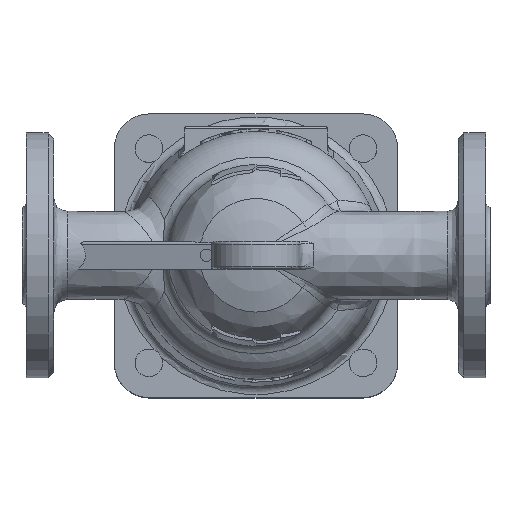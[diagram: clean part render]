
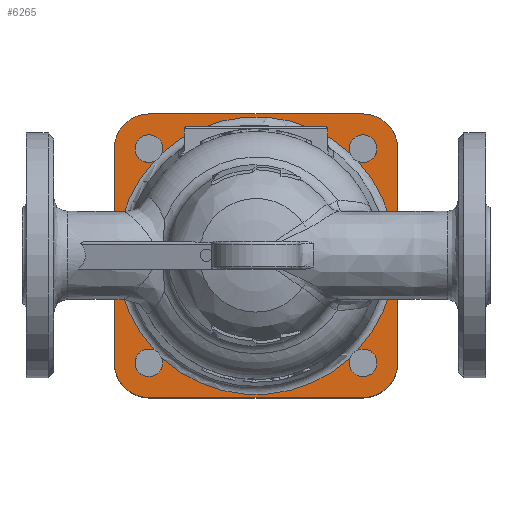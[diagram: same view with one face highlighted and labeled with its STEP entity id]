
A CAD part, top view. The second image highlights one B-rep face of the part: STEP entity #6265.
In plain terms, the highlighted planar face has unit normal (0, 0, 1).
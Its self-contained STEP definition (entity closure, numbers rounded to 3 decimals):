
#310=LINE('',#10322,#586);
#311=LINE('',#10326,#587);
#312=LINE('',#10330,#588);
#313=LINE('',#10334,#589);
#586=VECTOR('',#7776,77.782);
#587=VECTOR('',#7779,77.782);
#588=VECTOR('',#7782,77.782);
#589=VECTOR('',#7785,77.782);
#904=FACE_BOUND('',#1735,.T.);
#1067=PLANE('',#6769);
#1294=FACE_OUTER_BOUND('',#1734,.T.);
#1734=EDGE_LOOP('',(#4705,#4706,#4707,#4708,#4709,#4710,#4711,#4712));
#1735=EDGE_LOOP('',(#4713,#4714,#4715,#4716,#4717,#4718,#4719,#4720));
#2393=CIRCLE('',#6677,5.);
#2397=CIRCLE('',#6684,5.);
#2401=CIRCLE('',#6691,5.);
#2402=CIRCLE('',#6694,50.459);
#2403=CIRCLE('',#6695,50.459);
#2404=CIRCLE('',#6696,50.459);
#2405=CIRCLE('',#6697,50.459);
#2429=CIRCLE('',#6764,5.);
#2432=CIRCLE('',#6770,12.609);
#2433=CIRCLE('',#6771,12.609);
#2434=CIRCLE('',#6772,12.609);
#2435=CIRCLE('',#6773,12.609);
#2782=VERTEX_POINT('',#9960);
#2783=VERTEX_POINT('',#9961);
#2787=VERTEX_POINT('',#9984);
#2788=VERTEX_POINT('',#9985);
#2792=VERTEX_POINT('',#10008);
#2793=VERTEX_POINT('',#10009);
#2794=VERTEX_POINT('',#10025);
#2795=VERTEX_POINT('',#10027);
#2857=VERTEX_POINT('',#10320);
#2858=VERTEX_POINT('',#10321);
#2859=VERTEX_POINT('',#10323);
#2860=VERTEX_POINT('',#10325);
#2861=VERTEX_POINT('',#10327);
#2862=VERTEX_POINT('',#10329);
#2863=VERTEX_POINT('',#10331);
#2864=VERTEX_POINT('',#10333);
#3455=EDGE_CURVE('',#2782,#2783,#2393,.T.);
#3460=EDGE_CURVE('',#2787,#2788,#2397,.T.);
#3465=EDGE_CURVE('',#2792,#2793,#2401,.T.);
#3467=EDGE_CURVE('',#2782,#2794,#2402,.T.);
#3469=EDGE_CURVE('',#2795,#2793,#2403,.T.);
#3470=EDGE_CURVE('',#2792,#2788,#2404,.T.);
#3471=EDGE_CURVE('',#2787,#2783,#2405,.T.);
#3567=EDGE_CURVE('',#2795,#2794,#2429,.T.);
#3570=EDGE_CURVE('',#2857,#2858,#310,.T.);
#3571=EDGE_CURVE('',#2857,#2859,#2432,.T.);
#3572=EDGE_CURVE('',#2860,#2859,#311,.T.);
#3573=EDGE_CURVE('',#2860,#2861,#2433,.T.);
#3574=EDGE_CURVE('',#2862,#2861,#312,.T.);
#3575=EDGE_CURVE('',#2862,#2863,#2434,.T.);
#3576=EDGE_CURVE('',#2864,#2863,#313,.T.);
#3577=EDGE_CURVE('',#2864,#2858,#2435,.T.);
#4705=ORIENTED_EDGE('',*,*,#3570,.F.);
#4706=ORIENTED_EDGE('',*,*,#3571,.T.);
#4707=ORIENTED_EDGE('',*,*,#3572,.F.);
#4708=ORIENTED_EDGE('',*,*,#3573,.T.);
#4709=ORIENTED_EDGE('',*,*,#3574,.F.);
#4710=ORIENTED_EDGE('',*,*,#3575,.T.);
#4711=ORIENTED_EDGE('',*,*,#3576,.F.);
#4712=ORIENTED_EDGE('',*,*,#3577,.T.);
#4713=ORIENTED_EDGE('',*,*,#3455,.T.);
#4714=ORIENTED_EDGE('',*,*,#3471,.F.);
#4715=ORIENTED_EDGE('',*,*,#3460,.T.);
#4716=ORIENTED_EDGE('',*,*,#3470,.F.);
#4717=ORIENTED_EDGE('',*,*,#3465,.T.);
#4718=ORIENTED_EDGE('',*,*,#3469,.F.);
#4719=ORIENTED_EDGE('',*,*,#3567,.T.);
#4720=ORIENTED_EDGE('',*,*,#3467,.F.);
#6265=ADVANCED_FACE('',(#1294,#904),#1067,.T.);
#6677=AXIS2_PLACEMENT_3D('',#9962,#7554,#7555);
#6684=AXIS2_PLACEMENT_3D('',#9986,#7568,#7569);
#6691=AXIS2_PLACEMENT_3D('',#10010,#7582,#7583);
#6694=AXIS2_PLACEMENT_3D('',#10026,#7588,#7589);
#6695=AXIS2_PLACEMENT_3D('',#10040,#7590,#7591);
#6696=AXIS2_PLACEMENT_3D('',#10041,#7592,#7593);
#6697=AXIS2_PLACEMENT_3D('',#10042,#7594,#7595);
#6764=AXIS2_PLACEMENT_3D('',#10312,#7764,#7765);
#6769=AXIS2_PLACEMENT_3D('',#10319,#7774,#7775);
#6770=AXIS2_PLACEMENT_3D('',#10324,#7777,#7778);
#6771=AXIS2_PLACEMENT_3D('',#10328,#7780,#7781);
#6772=AXIS2_PLACEMENT_3D('',#10332,#7783,#7784);
#6773=AXIS2_PLACEMENT_3D('',#10335,#7786,#7787);
#7554=DIRECTION('center_axis',(0.,0.,-1.));
#7555=DIRECTION('ref_axis',(0.,-1.,0.));
#7568=DIRECTION('center_axis',(0.,0.,-1.));
#7569=DIRECTION('ref_axis',(-1.,0.,0.));
#7582=DIRECTION('center_axis',(0.,0.,-1.));
#7583=DIRECTION('ref_axis',(0.,1.,0.));
#7588=DIRECTION('center_axis',(0.,0.,1.));
#7589=DIRECTION('ref_axis',(-1.,0.,0.));
#7590=DIRECTION('center_axis',(0.,0.,1.));
#7591=DIRECTION('ref_axis',(-1.,0.,0.));
#7592=DIRECTION('center_axis',(0.,0.,1.));
#7593=DIRECTION('ref_axis',(-1.,0.,0.));
#7594=DIRECTION('center_axis',(0.,0.,1.));
#7595=DIRECTION('ref_axis',(-1.,0.,0.));
#7764=DIRECTION('center_axis',(0.,0.,-1.));
#7765=DIRECTION('ref_axis',(1.,0.,0.));
#7774=DIRECTION('center_axis',(0.,0.,1.));
#7775=DIRECTION('ref_axis',(1.,0.,0.));
#7776=DIRECTION('',(0.,-1.,0.));
#7777=DIRECTION('center_axis',(0.,0.,1.));
#7778=DIRECTION('ref_axis',(1.,0.,0.));
#7779=DIRECTION('',(1.,0.,0.));
#7780=DIRECTION('center_axis',(0.,0.,1.));
#7781=DIRECTION('ref_axis',(0.,1.,0.));
#7782=DIRECTION('',(0.,1.,0.));
#7783=DIRECTION('center_axis',(0.,0.,1.));
#7784=DIRECTION('ref_axis',(-1.,0.,0.));
#7785=DIRECTION('',(-1.,0.,0.));
#7786=DIRECTION('center_axis',(0.,0.,1.));
#7787=DIRECTION('ref_axis',(0.,-1.,0.));
#9960=CARTESIAN_POINT('',(34.234,37.07,15.));
#9961=CARTESIAN_POINT('',(37.07,34.234,15.));
#9962=CARTESIAN_POINT('Origin',(38.891,38.891,15.));
#9984=CARTESIAN_POINT('',(37.07,-34.234,15.));
#9985=CARTESIAN_POINT('',(34.234,-37.07,15.));
#9986=CARTESIAN_POINT('Origin',(38.891,-38.891,15.));
#10008=CARTESIAN_POINT('',(-34.234,-37.07,15.));
#10009=CARTESIAN_POINT('',(-37.07,-34.234,15.));
#10010=CARTESIAN_POINT('Origin',(-38.891,-38.891,15.));
#10025=CARTESIAN_POINT('',(-34.234,37.07,15.));
#10026=CARTESIAN_POINT('Origin',(0.,0.,15.));
#10027=CARTESIAN_POINT('',(-37.07,34.234,15.));
#10040=CARTESIAN_POINT('Origin',(0.,0.,15.));
#10041=CARTESIAN_POINT('Origin',(0.,0.,15.));
#10042=CARTESIAN_POINT('Origin',(0.,0.,15.));
#10312=CARTESIAN_POINT('Origin',(-38.891,38.891,15.));
#10319=CARTESIAN_POINT('Origin',(0.,0.,15.));
#10320=CARTESIAN_POINT('',(51.5,38.891,15.));
#10321=CARTESIAN_POINT('',(51.5,-38.891,15.));
#10322=CARTESIAN_POINT('',(51.5,51.5,15.));
#10323=CARTESIAN_POINT('',(38.891,51.5,15.));
#10324=CARTESIAN_POINT('Origin',(38.891,38.891,15.));
#10325=CARTESIAN_POINT('',(-38.891,51.5,15.));
#10326=CARTESIAN_POINT('',(-51.5,51.5,15.));
#10327=CARTESIAN_POINT('',(-51.5,38.891,15.));
#10328=CARTESIAN_POINT('Origin',(-38.891,38.891,15.));
#10329=CARTESIAN_POINT('',(-51.5,-38.891,15.));
#10330=CARTESIAN_POINT('',(-51.5,-51.5,15.));
#10331=CARTESIAN_POINT('',(-38.891,-51.5,15.));
#10332=CARTESIAN_POINT('Origin',(-38.891,-38.891,15.));
#10333=CARTESIAN_POINT('',(38.891,-51.5,15.));
#10334=CARTESIAN_POINT('',(51.5,-51.5,15.));
#10335=CARTESIAN_POINT('Origin',(38.891,-38.891,15.));
